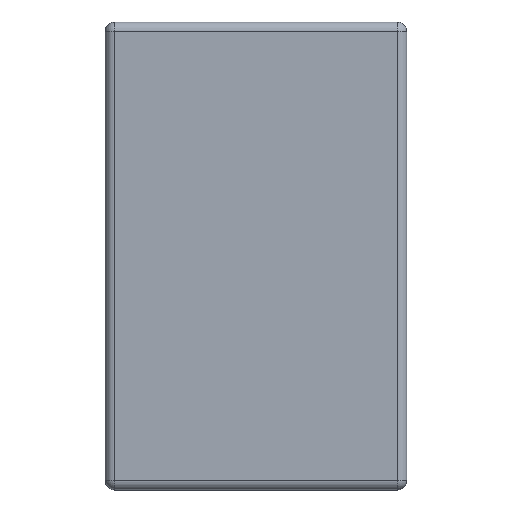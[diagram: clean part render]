
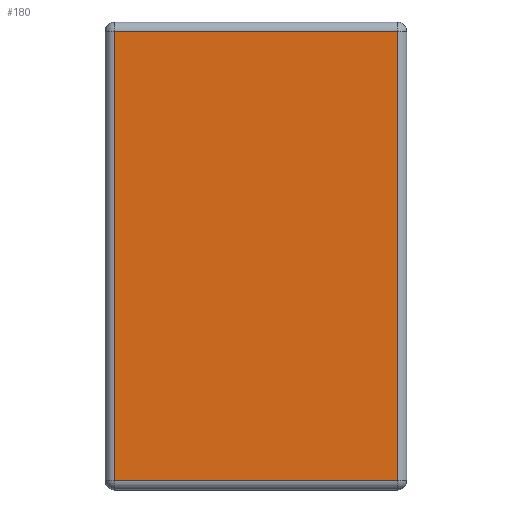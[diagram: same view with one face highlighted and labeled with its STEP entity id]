
A CAD part, left-side view. The second image highlights one B-rep face of the part: STEP entity #180.
In plain terms, the highlighted planar face has unit normal (-1, 0, 0).
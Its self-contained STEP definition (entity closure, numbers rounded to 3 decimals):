
#180=ADVANCED_FACE('',(#389),#390,.T.);
#389=FACE_OUTER_BOUND('',#643,.T.);
#390=PLANE('',#644);
#643=EDGE_LOOP('',(#1380,#1381,#1382,#1383));
#644=AXIS2_PLACEMENT_3D('',#1384,#1385,#1386);
#1380=ORIENTED_EDGE('',*,*,#1939,.T.);
#1381=ORIENTED_EDGE('',*,*,#1940,.T.);
#1382=ORIENTED_EDGE('',*,*,#1941,.T.);
#1383=ORIENTED_EDGE('',*,*,#1942,.T.);
#1384=CARTESIAN_POINT('',(0.0,0.0,0.0));
#1385=DIRECTION('',(-1.0,0.0,0.0));
#1386=DIRECTION('',(0.0,0.0,1.0));
#1939=EDGE_CURVE('',#2400,#2401,#2402,.T.);
#1940=EDGE_CURVE('',#2401,#2403,#2404,.T.);
#1941=EDGE_CURVE('',#2403,#2405,#2406,.T.);
#1942=EDGE_CURVE('',#2405,#2400,#2407,.T.);
#2400=VERTEX_POINT('',#3214);
#2401=VERTEX_POINT('',#3215);
#2402=LINE('',#3216,#3217);
#2403=VERTEX_POINT('',#3218);
#2404=LINE('',#3219,#3220);
#2405=VERTEX_POINT('',#3221);
#2406=LINE('',#3222,#3223);
#2407=LINE('',#3224,#3225);
#3214=CARTESIAN_POINT('',(0.0,0.968,-1.518));
#3215=CARTESIAN_POINT('',(0.0,0.032,-1.518));
#3216=CARTESIAN_POINT('',(0.0,0.0,-1.518));
#3217=VECTOR('',#3613,1000.0);
#3218=CARTESIAN_POINT('',(0.0,0.032,-0.032));
#3219=CARTESIAN_POINT('',(0.0,0.032,0.0));
#3220=VECTOR('',#3614,1000.0);
#3221=CARTESIAN_POINT('',(0.0,0.968,-0.032));
#3222=CARTESIAN_POINT('',(0.0,1.0,-0.032));
#3223=VECTOR('',#3615,1000.0);
#3224=CARTESIAN_POINT('',(0.0,0.968,-1.55));
#3225=VECTOR('',#3616,1000.0);
#3613=DIRECTION('',(-0.0,-1.0,-0.0));
#3614=DIRECTION('',(-0.0,-0.0,1.0));
#3615=DIRECTION('',(-0.0,1.0,-0.0));
#3616=DIRECTION('',(-0.0,0.0,-1.0));
